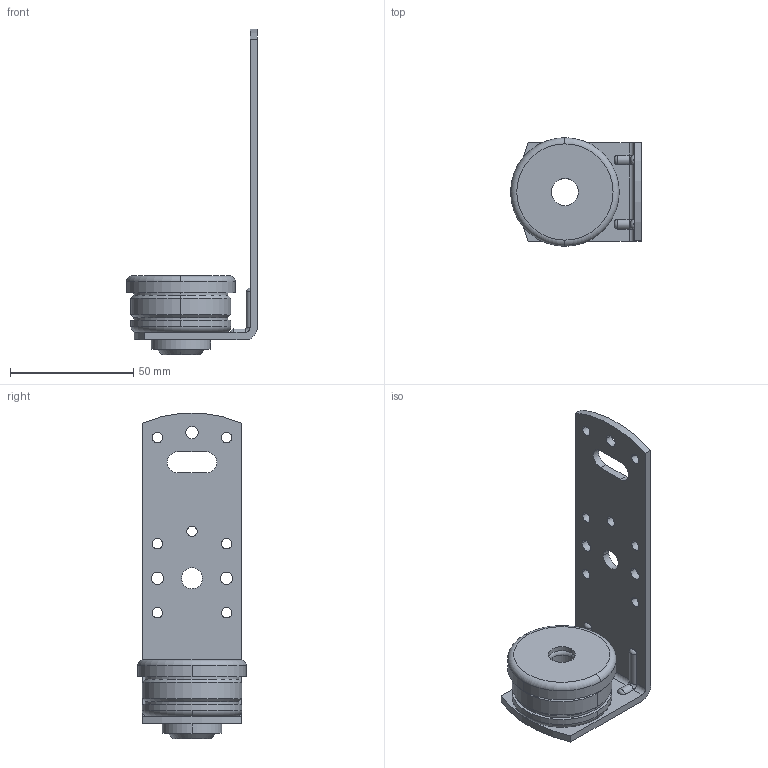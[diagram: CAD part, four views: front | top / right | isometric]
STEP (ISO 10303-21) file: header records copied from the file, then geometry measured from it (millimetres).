
FILE_DESCRIPTION(('Creo Elements/Direct Modeling STEP Export'),'2;1');
FILE_NAME('0092.0566_WS-BWD_160.stp','2017-07-14T16:49:21',(''),(''),'PTC Creo Elements/Direct Modeling STEP processor for AP214 (Solid Model)','PTC Creo Elements/Direct Modeling 19.0C 15-Aug-2015 (C) Parametric Technology GmbH','');
FILE_SCHEMA(('AUTOMOTIVE_DESIGN { 1 0 10303 214 1 1 1 1 }'));
Length unit declared in the file: millimetre
Products named in the file (2): WS-BWD_160
Assembly tree (1 placements, depth 2):
  WS-BWD_160
    WS-BWD_160
Bounding box: 53 x 44 x 131.83 mm (x, y, z)
Volume: 47810.8 mm3; surface area: 25295.4 mm2
Topology: 1 solids, 7 shells, 151 faces, 358 edges, 224 vertices
Faces by surface type: cylinder 66, torus 48, plane 31, cone 6
Entity records: 4839 total; most frequent: CARTESIAN_POINT 1445, ORIENTED_EDGE 740, DIRECTION 684, EDGE_CURVE 358, AXIS2_PLACEMENT_3D 287, VERTEX_POINT 224, EDGE_LOOP 192, CIRCLE 154
